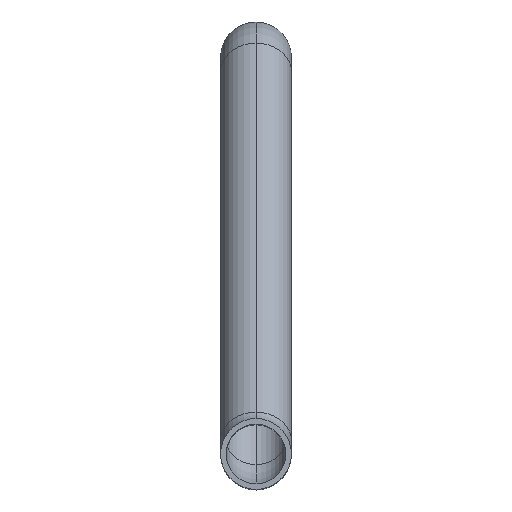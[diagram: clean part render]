
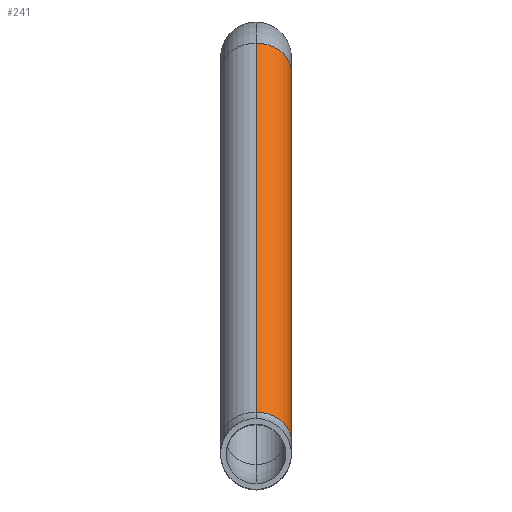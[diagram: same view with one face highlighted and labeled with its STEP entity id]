
A CAD part, top view. The second image highlights one B-rep face of the part: STEP entity #241.
In plain terms, the highlighted cylindrical face has radius 12.5 mm (diameter 25 mm), a partial arc.
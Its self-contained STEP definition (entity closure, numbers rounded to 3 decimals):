
#14 = VERTEX_POINT ( 'NONE', #596 ) ;
#23 = EDGE_CURVE ( 'NONE', #14, #114, #460, .T. ) ;
#31 = DIRECTION ( 'NONE',  ( 0., -0.599, 0.801 ) ) ;
#48 = FACE_OUTER_BOUND ( 'NONE', #250, .T. ) ;
#57 = AXIS2_PLACEMENT_3D ( 'NONE', #86, #31, #249 ) ;
#60 = VERTEX_POINT ( 'NONE', #152 ) ;
#63 = DIRECTION ( 'NONE',  ( 0., -0.599, 0.801 ) ) ;
#86 = CARTESIAN_POINT ( 'NONE',  ( 0., -4.985, 106.661 ) ) ;
#106 = VERTEX_POINT ( 'NONE', #271 ) ;
#114 = VERTEX_POINT ( 'NONE', #441 ) ;
#152 = CARTESIAN_POINT ( 'NONE',  ( 0., -145.522, 273.567 ) ) ;
#156 = DIRECTION ( 'NONE',  ( 0., -0.599, 0.801 ) ) ;
#165 = ORIENTED_EDGE ( 'NONE', *, *, #528, .F. ) ;
#187 = EDGE_CURVE ( 'NONE', #106, #60, #521, .T. ) ;
#241 = ADVANCED_FACE ( 'NONE', ( #48 ), #442, .T. ) ;
#249 = DIRECTION ( 'NONE',  ( 1., 0., 0. ) ) ;
#250 = EDGE_LOOP ( 'NONE', ( #644, #377, #165, #627 ) ) ;
#265 = CARTESIAN_POINT ( 'NONE',  ( 0., -135.515, 281.057 ) ) ;
#271 = CARTESIAN_POINT ( 'NONE',  ( 0., -14.993, 99.17 ) ) ;
#314 = DIRECTION ( 'NONE',  ( 0., -0.599, 0.801 ) ) ;
#339 = EDGE_CURVE ( 'NONE', #106, #14, #429, .T. ) ;
#343 = DIRECTION ( 'NONE',  ( 0., -0.599, 0.801 ) ) ;
#346 = DIRECTION ( 'NONE',  ( 0., -0.801, -0.599 ) ) ;
#371 = VECTOR ( 'NONE', #63, 1000. ) ;
#377 = ORIENTED_EDGE ( 'NONE', *, *, #23, .T. ) ;
#392 = VECTOR ( 'NONE', #156, 1000. ) ;
#419 = CIRCLE ( 'NONE', #462, 12.5 ) ;
#429 = CIRCLE ( 'NONE', #57, 12.5 ) ;
#441 = CARTESIAN_POINT ( 'NONE',  ( 0., -125.507, 288.548 ) ) ;
#442 = CYLINDRICAL_SURFACE ( 'NONE', #455, 12.5 ) ;
#455 = AXIS2_PLACEMENT_3D ( 'NONE', #678, #343, #346 ) ;
#460 = LINE ( 'NONE', #483, #392 ) ;
#462 = AXIS2_PLACEMENT_3D ( 'NONE', #265, #314, #534 ) ;
#483 = CARTESIAN_POINT ( 'NONE',  ( 0., 5.022, 114.151 ) ) ;
#521 = LINE ( 'NONE', #611, #371 ) ;
#528 = EDGE_CURVE ( 'NONE', #60, #114, #419, .T. ) ;
#534 = DIRECTION ( 'NONE',  ( 1., 0., 0. ) ) ;
#596 = CARTESIAN_POINT ( 'NONE',  ( 0., 5.022, 114.151 ) ) ;
#611 = CARTESIAN_POINT ( 'NONE',  ( 0., -14.993, 99.17 ) ) ;
#627 = ORIENTED_EDGE ( 'NONE', *, *, #187, .F. ) ;
#644 = ORIENTED_EDGE ( 'NONE', *, *, #339, .T. ) ;
#678 = CARTESIAN_POINT ( 'NONE',  ( 0., -4.985, 106.661 ) ) ;
